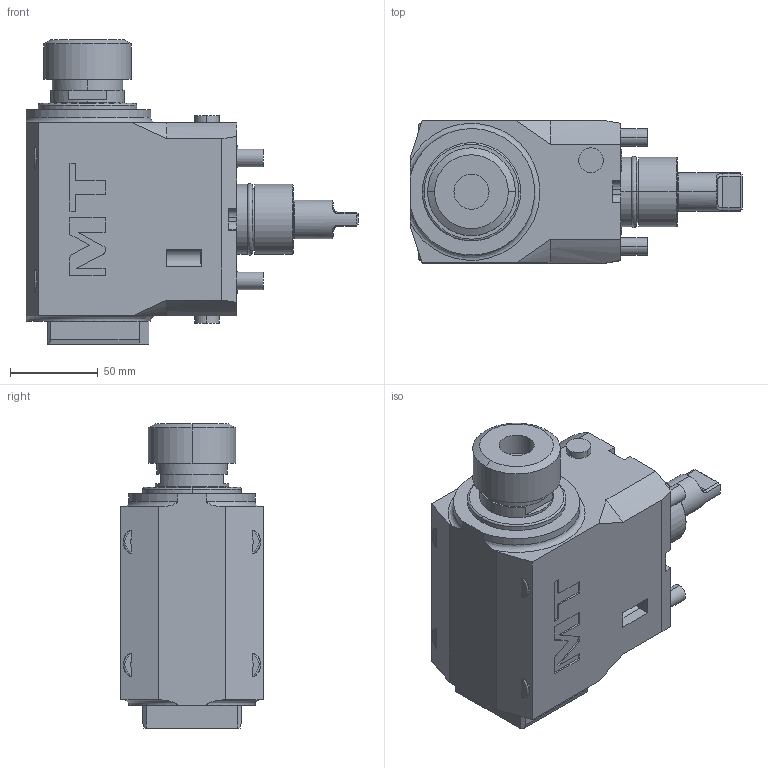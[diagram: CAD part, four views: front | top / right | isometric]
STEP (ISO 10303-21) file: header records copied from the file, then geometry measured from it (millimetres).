
FILE_DESCRIPTION((''),'2;1');
FILE_NAME('MNZ0010232_CONF','2023-02-21T14:36:45',('sterribile'),('M.T. srl'),'CREO PARAMETRIC BY PTC INC, 2021072','CREO PARAMETRIC BY PTC INC, 2021072','');
FILE_SCHEMA(('CONFIG_CONTROL_DESIGN'));
Length unit declared in the file: millimetre
Products named in the file (1): MNZ0010232_CONF
Bounding box: 189 x 81 x 173.16 mm (x, y, z)
Volume: 1236403.9 mm3; surface area: 86959.9 mm2
Topology: 1 solids, 1 shells, 274 faces, 691 edges, 452 vertices
Faces by surface type: plane 161, cylinder 77, torus 16, cone 12, bspline 4, extrusion 4
Entity records: 9266 total; most frequent: CARTESIAN_POINT 2597, ORIENTED_EDGE 1382, DIRECTION 1352, EDGE_CURVE 691, AXIS2_PLACEMENT_3D 463, VERTEX_POINT 452, VECTOR 426, LINE 422
